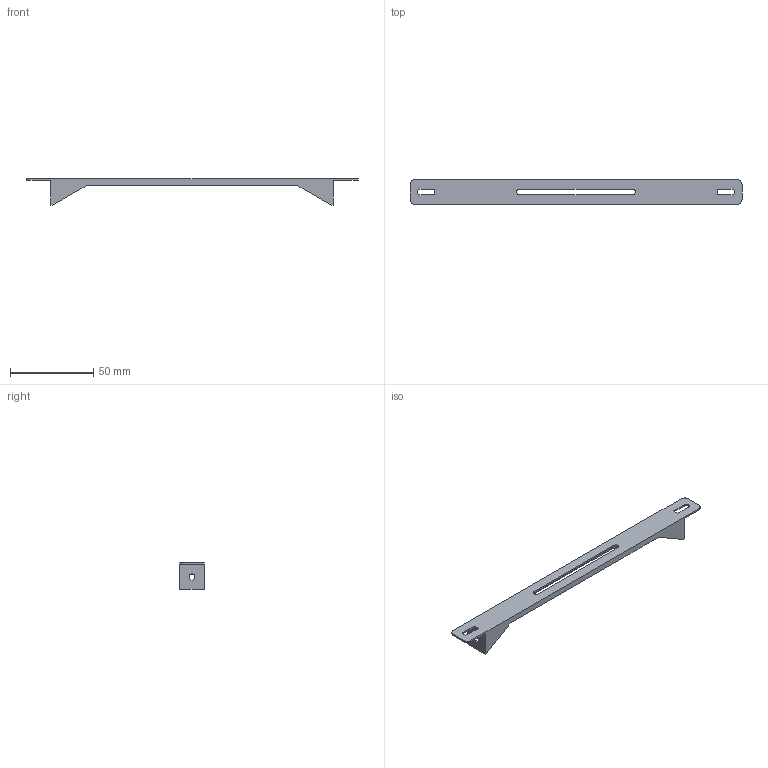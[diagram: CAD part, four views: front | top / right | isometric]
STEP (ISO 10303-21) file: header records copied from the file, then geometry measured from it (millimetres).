
FILE_DESCRIPTION(/* description */ (''),/* implementation_level */ '2;1');
FILE_NAME(/* name */ 'Bracket 2.step',/* time_stamp */ '2022-06-10T09:50:47-07:00',/* author */ (''),/* organization */ (''),/* preprocessor_version */ 'ST-DEVELOPER v19',/* originating_system */ 'Autodesk Translation Framework v11.7.0.108',/* authorisation */ '');
FILE_SCHEMA (('AUTOMOTIVE_DESIGN { 1 0 10303 214 3 1 1 }'));
Length unit declared in the file: millimetre
Products named in the file (1): Bracket 3
Bounding box: 200 x 15 x 16 mm (x, y, z)
Volume: 9876.3 mm3; surface area: 9241.1 mm2
Topology: 1 solids, 1 shells, 47 faces, 134 edges, 88 vertices
Faces by surface type: plane 35, cylinder 12
Entity records: 1573 total; most frequent: CARTESIAN_POINT 270, ORIENTED_EDGE 268, DIRECTION 254, EDGE_CURVE 134, LINE 110, VECTOR 110, VERTEX_POINT 88, AXIS2_PLACEMENT_3D 72
